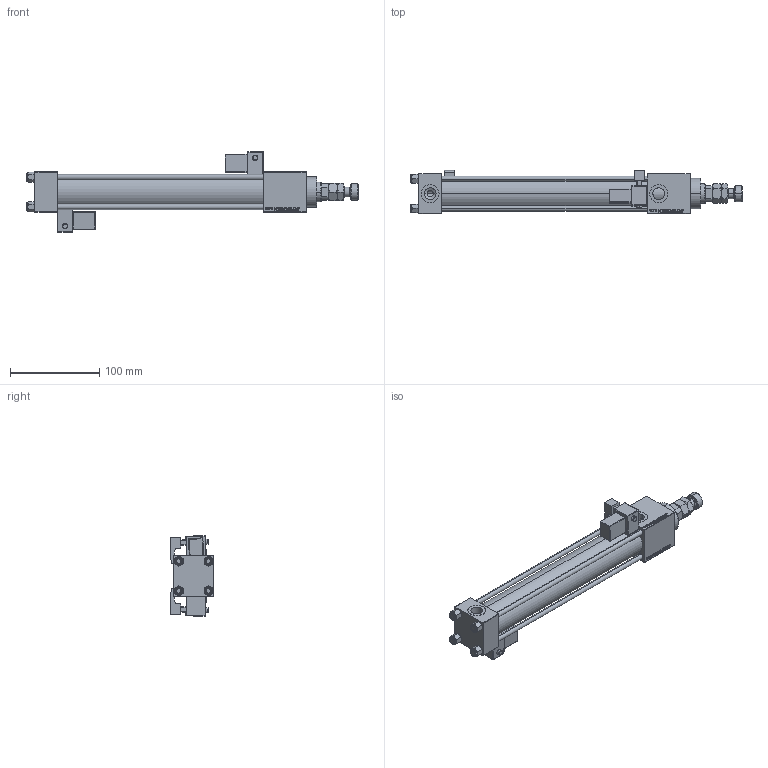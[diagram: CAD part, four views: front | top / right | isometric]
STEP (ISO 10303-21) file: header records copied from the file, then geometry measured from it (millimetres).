
FILE_DESCRIPTION (( 'STEP AP203' ), '1' );
FILE_NAME ('59df.STEP', '2022-04-14T18:24:45', ( '' ), ( '' ), 'SwSTEP 2.0', 'SolidWorks 2019', '' );
FILE_SCHEMA (( 'CONFIG_CONTROL_DESIGN' ));
Length unit declared in the file: millimetre
Products named in the file (8): NUT_M5_C 56a3af61f336c899815ccfa50c9a1e6a; MFA 56a3af61f336c899815ccfa50c9a1e6a; V215CR_C_Body 56a3af61f336c899815ccfa50c9a1e6a; V215CR_VCP_C 56a3af61f336c899815ccfa50c9a1e6a; V215CR_MSU 56a3af61f336c899815ccfa50c9a1e6a; 59df; V215CR_C_TYCINKA 56a3af61f336c899815ccfa50c9a1e6a; V215_VC_A 56a3af61f336c899815ccfa50c9a1e6a
Assembly tree (14 placements, depth 2):
  59df
    V215CR_C_Body 56a3af61f336c899815ccfa50c9a1e6a
    V215CR_VCP_C 56a3af61f336c899815ccfa50c9a1e6a
    NUT_M5_C 56a3af61f336c899815ccfa50c9a1e6a  x4
    V215CR_C_TYCINKA 56a3af61f336c899815ccfa50c9a1e6a  x4
    V215_VC_A 56a3af61f336c899815ccfa50c9a1e6a
    MFA 56a3af61f336c899815ccfa50c9a1e6a
    V215CR_MSU 56a3af61f336c899815ccfa50c9a1e6a  x2
Bounding box: 371 x 48.72 x 90.31 mm (x, y, z)
Volume: 406575.7 mm3; surface area: 151863.5 mm2
Topology: 14 solids, 14 shells, 1363 faces, 3363 edges, 2131 vertices
Faces by surface type: plane 605, bspline 392, cone 164, cylinder 154, torus 24, sphere 24
Entity records: 54272 total; most frequent: CARTESIAN_POINT 28025, ORIENTED_EDGE 5824, DIRECTION 3932, EDGE_CURVE 2912, VERTEX_POINT 1887, LINE 1720, VECTOR 1720, EDGE_LOOP 1299
